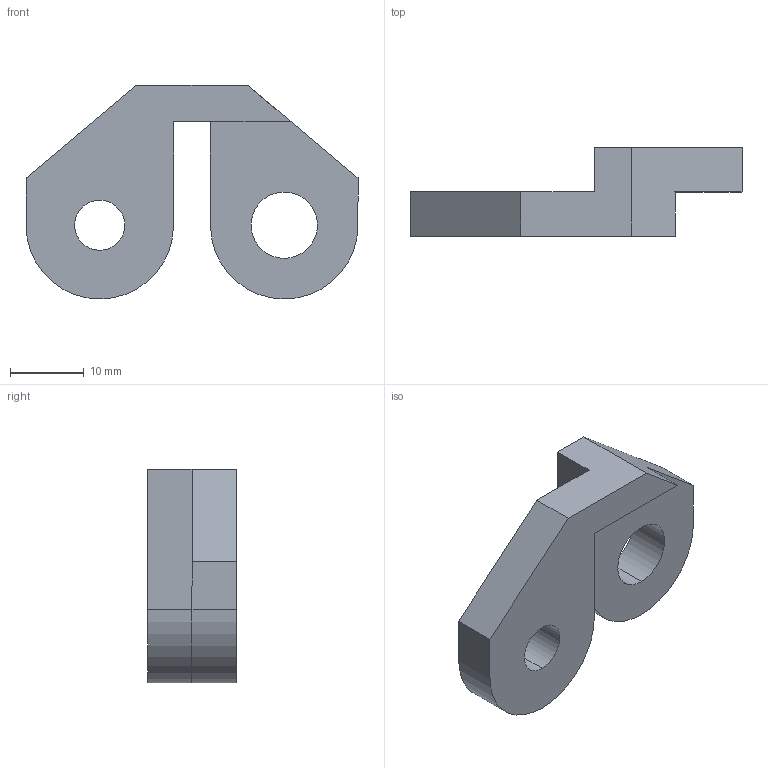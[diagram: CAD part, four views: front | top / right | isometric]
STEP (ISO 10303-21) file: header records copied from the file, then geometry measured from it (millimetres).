
FILE_DESCRIPTION (( 'STEP AP214' ), '1' );
FILE_NAME ('CALES REPOSE PIEDS 30MM V3 step.STEP', '2020-02-25T22:00:04', ( '' ), ( '' ), 'SwSTEP 2.0', 'SolidWorks 2018', '' );
FILE_SCHEMA (( 'AUTOMOTIVE_DESIGN' ));
Length unit declared in the file: millimetre
Products named in the file (1): CALES REPOSE PIEDS 30MM V3 step
Bounding box: 45 x 12 x 29 mm (x, y, z)
Volume: 5101.9 mm3; surface area: 3068 mm2
Topology: 1 solids, 1 shells, 20 faces, 53 edges, 35 vertices
Faces by surface type: plane 12, cylinder 8
Entity records: 689 total; most frequent: DIRECTION 111, CARTESIAN_POINT 109, ORIENTED_EDGE 106, EDGE_CURVE 53, LINE 37, VECTOR 37, AXIS2_PLACEMENT_3D 37, VERTEX_POINT 35
